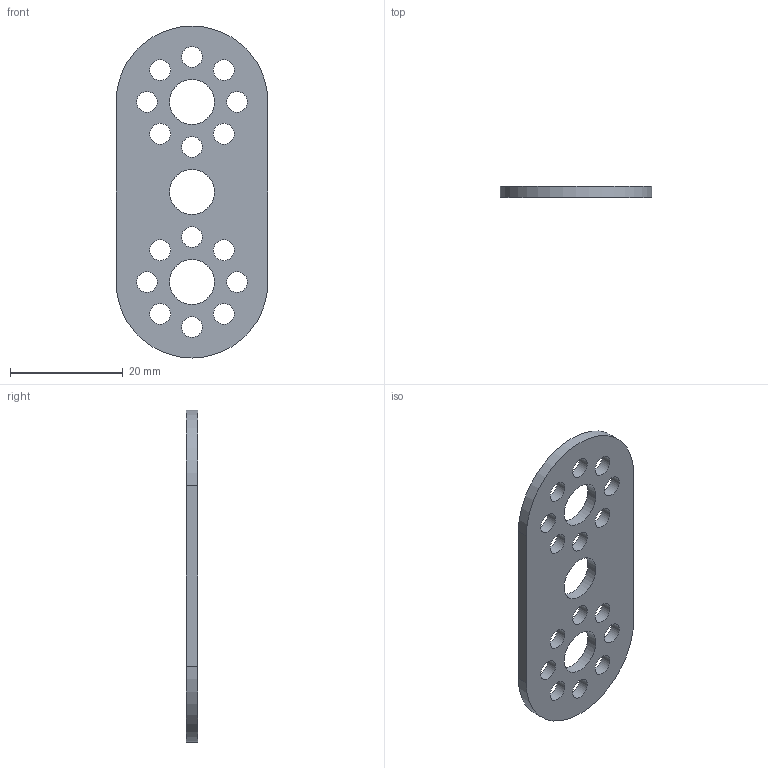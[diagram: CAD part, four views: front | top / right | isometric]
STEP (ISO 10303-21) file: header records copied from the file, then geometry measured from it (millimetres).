
FILE_DESCRIPTION(/* description */ (''),/* implementation_level */ '2;1');
FILE_NAME(/* name */ '39274_TXM-Flat64mmx26mm v1.step',/* time_stamp */ '2020-10-25T13:52:01-04:00',/* author */ (''),/* organization */ (''),/* preprocessor_version */ 'ST-DEVELOPER v18.1',/* originating_system */ 'Autodesk Translation Framework v9.3.0.1241',/* authorisation */ '');
FILE_SCHEMA (('AUTOMOTIVE_DESIGN { 1 0 10303 214 3 1 1 }'));
Length unit declared in the file: millimetre
Products named in the file (1): 39274_TXM-Flat64mmx26mm
Bounding box: 27 x 2 x 59 mm (x, y, z)
Volume: 2227.5 mm3; surface area: 3047.9 mm2
Topology: 1 solids, 1 shells, 25 faces, 69 edges, 46 vertices
Faces by surface type: cylinder 21, plane 4
Full cylindrical faces by diameter (mm): 3.7 x16, 8 x3
Entity records: 941 total; most frequent: DIRECTION 163, CARTESIAN_POINT 141, ORIENTED_EDGE 138, EDGE_CURVE 69, AXIS2_PLACEMENT_3D 68, EDGE_LOOP 63, VERTEX_POINT 46, CIRCLE 42
